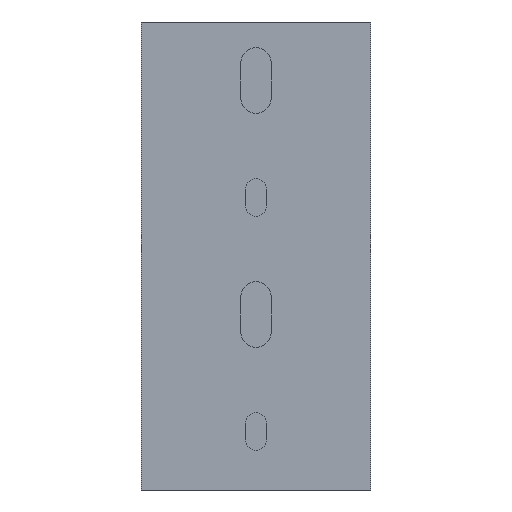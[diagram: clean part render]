
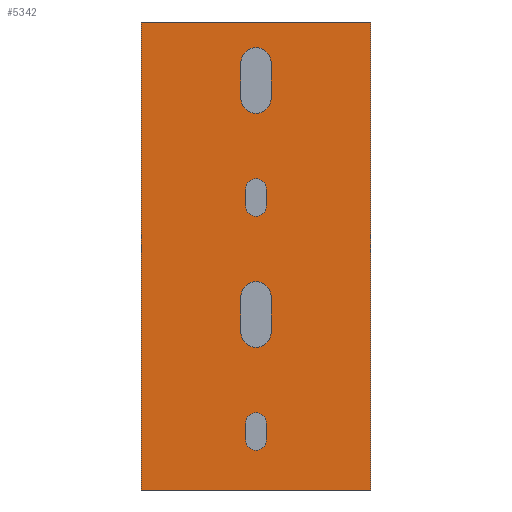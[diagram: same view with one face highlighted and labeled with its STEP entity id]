
A CAD part, front view. The second image highlights one B-rep face of the part: STEP entity #5342.
In plain terms, the highlighted planar face has unit normal (0, -1, 0).
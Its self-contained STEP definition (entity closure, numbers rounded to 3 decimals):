
#418=DIRECTION('',(-1.,0.,0.));
#419=VECTOR('',#418,49.);
#420=CARTESIAN_POINT('',(24.5,0.,100.));
#421=LINE('',#420,#419);
#790=DIRECTION('',(-1.,0.,0.));
#791=VECTOR('',#790,49.);
#792=CARTESIAN_POINT('',(24.5,0.,0.));
#793=LINE('',#792,#791);
#794=DIRECTION('',(0.,0.,1.));
#795=VECTOR('',#794,100.);
#796=CARTESIAN_POINT('',(-24.5,0.,0.));
#797=LINE('',#796,#795);
#798=CARTESIAN_POINT('',(0.,0.,91.25));
#799=DIRECTION('',(0.,1.,0.));
#800=DIRECTION('',(-1.,0.,0.));
#801=AXIS2_PLACEMENT_3D('',#798,#799,#800);
#803=DIRECTION('',(0.,0.,1.));
#804=VECTOR('',#803,7.5);
#805=CARTESIAN_POINT('',(-3.25,0.,83.75));
#806=LINE('',#805,#804);
#807=CARTESIAN_POINT('',(0.,0.,83.75));
#808=DIRECTION('',(0.,1.,0.));
#809=DIRECTION('',(1.,0.,0.));
#810=AXIS2_PLACEMENT_3D('',#807,#808,#809);
#812=DIRECTION('',(0.,0.,-1.));
#813=VECTOR('',#812,7.5);
#814=CARTESIAN_POINT('',(3.25,0.,91.25));
#815=LINE('',#814,#813);
#816=CARTESIAN_POINT('',(0.,0.,64.25));
#817=DIRECTION('',(0.,1.,0.));
#818=DIRECTION('',(-1.,0.,0.));
#819=AXIS2_PLACEMENT_3D('',#816,#817,#818);
#821=DIRECTION('',(0.,0.,1.));
#822=VECTOR('',#821,3.5);
#823=CARTESIAN_POINT('',(-2.25,0.,60.75));
#824=LINE('',#823,#822);
#825=CARTESIAN_POINT('',(0.,0.,60.75));
#826=DIRECTION('',(0.,1.,0.));
#827=DIRECTION('',(1.,0.,0.));
#828=AXIS2_PLACEMENT_3D('',#825,#826,#827);
#830=DIRECTION('',(0.,0.,-1.));
#831=VECTOR('',#830,3.5);
#832=CARTESIAN_POINT('',(2.25,0.,64.25));
#833=LINE('',#832,#831);
#834=CARTESIAN_POINT('',(0.,0.,41.25));
#835=DIRECTION('',(0.,1.,0.));
#836=DIRECTION('',(-1.,0.,0.));
#837=AXIS2_PLACEMENT_3D('',#834,#835,#836);
#839=DIRECTION('',(0.,0.,1.));
#840=VECTOR('',#839,7.5);
#841=CARTESIAN_POINT('',(-3.25,0.,33.75));
#842=LINE('',#841,#840);
#843=CARTESIAN_POINT('',(0.,0.,33.75));
#844=DIRECTION('',(0.,1.,0.));
#845=DIRECTION('',(1.,0.,0.));
#846=AXIS2_PLACEMENT_3D('',#843,#844,#845);
#848=DIRECTION('',(0.,0.,-1.));
#849=VECTOR('',#848,7.5);
#850=CARTESIAN_POINT('',(3.25,0.,41.25));
#851=LINE('',#850,#849);
#852=CARTESIAN_POINT('',(0.,0.,14.25));
#853=DIRECTION('',(0.,1.,0.));
#854=DIRECTION('',(-1.,0.,0.));
#855=AXIS2_PLACEMENT_3D('',#852,#853,#854);
#857=DIRECTION('',(0.,0.,1.));
#858=VECTOR('',#857,3.5);
#859=CARTESIAN_POINT('',(-2.25,0.,10.75));
#860=LINE('',#859,#858);
#861=CARTESIAN_POINT('',(0.,0.,10.75));
#862=DIRECTION('',(0.,1.,0.));
#863=DIRECTION('',(1.,0.,0.));
#864=AXIS2_PLACEMENT_3D('',#861,#862,#863);
#866=DIRECTION('',(0.,0.,-1.));
#867=VECTOR('',#866,3.5);
#868=CARTESIAN_POINT('',(2.25,0.,14.25));
#869=LINE('',#868,#867);
#878=DIRECTION('',(0.,0.,1.));
#879=VECTOR('',#878,100.);
#880=CARTESIAN_POINT('',(24.5,0.,0.));
#881=LINE('',#880,#879);
#4014=CARTESIAN_POINT('',(-3.25,0.,91.25));
#4015=CARTESIAN_POINT('',(3.25,0.,91.25));
#4016=VERTEX_POINT('',#4014);
#4017=VERTEX_POINT('',#4015);
#4018=CARTESIAN_POINT('',(3.25,0.,83.75));
#4019=VERTEX_POINT('',#4018);
#4020=CARTESIAN_POINT('',(-3.25,0.,83.75));
#4021=VERTEX_POINT('',#4020);
#4022=CARTESIAN_POINT('',(-2.25,0.,64.25));
#4023=CARTESIAN_POINT('',(2.25,0.,64.25));
#4024=VERTEX_POINT('',#4022);
#4025=VERTEX_POINT('',#4023);
#4026=CARTESIAN_POINT('',(2.25,0.,60.75));
#4027=VERTEX_POINT('',#4026);
#4028=CARTESIAN_POINT('',(-2.25,0.,60.75));
#4029=VERTEX_POINT('',#4028);
#4046=CARTESIAN_POINT('',(-3.25,0.,41.25));
#4047=CARTESIAN_POINT('',(3.25,0.,41.25));
#4048=VERTEX_POINT('',#4046);
#4049=VERTEX_POINT('',#4047);
#4050=CARTESIAN_POINT('',(3.25,0.,33.75));
#4051=VERTEX_POINT('',#4050);
#4052=CARTESIAN_POINT('',(-3.25,0.,33.75));
#4053=VERTEX_POINT('',#4052);
#4054=CARTESIAN_POINT('',(-2.25,0.,14.25));
#4055=CARTESIAN_POINT('',(2.25,0.,14.25));
#4056=VERTEX_POINT('',#4054);
#4057=VERTEX_POINT('',#4055);
#4058=CARTESIAN_POINT('',(2.25,0.,10.75));
#4059=VERTEX_POINT('',#4058);
#4060=CARTESIAN_POINT('',(-2.25,0.,10.75));
#4061=VERTEX_POINT('',#4060);
#4078=CARTESIAN_POINT('',(-24.5,0.,0.));
#4079=CARTESIAN_POINT('',(-24.5,0.,100.));
#4080=VERTEX_POINT('',#4078);
#4081=VERTEX_POINT('',#4079);
#4082=CARTESIAN_POINT('',(24.5,0.,0.));
#4083=CARTESIAN_POINT('',(24.5,0.,100.));
#4084=VERTEX_POINT('',#4082);
#4085=VERTEX_POINT('',#4083);
#5290=CARTESIAN_POINT('',(-21.5,0.,0.));
#5291=DIRECTION('',(0.,-1.,0.));
#5292=DIRECTION('',(1.,0.,0.));
#5293=AXIS2_PLACEMENT_3D('',#5290,#5291,#5292);
#5294=PLANE('',#5293);
#5295=ORIENTED_EDGE('',*,*,#4812,.F.);
#5297=ORIENTED_EDGE('',*,*,#5296,.F.);
#5298=ORIENTED_EDGE('',*,*,#4427,.T.);
#5300=ORIENTED_EDGE('',*,*,#5299,.T.);
#5301=EDGE_LOOP('',(#5295,#5297,#5298,#5300));
#5302=FACE_OUTER_BOUND('',#5301,.F.);
#5303=ORIENTED_EDGE('',*,*,#5280,.F.);
#5305=ORIENTED_EDGE('',*,*,#5304,.F.);
#5307=ORIENTED_EDGE('',*,*,#5306,.F.);
#5309=ORIENTED_EDGE('',*,*,#5308,.F.);
#5310=EDGE_LOOP('',(#5303,#5305,#5307,#5309));
#5311=FACE_BOUND('',#5310,.F.);
#5313=ORIENTED_EDGE('',*,*,#5312,.F.);
#5315=ORIENTED_EDGE('',*,*,#5314,.F.);
#5317=ORIENTED_EDGE('',*,*,#5316,.F.);
#5319=ORIENTED_EDGE('',*,*,#5318,.F.);
#5320=EDGE_LOOP('',(#5313,#5315,#5317,#5319));
#5321=FACE_BOUND('',#5320,.F.);
#5323=ORIENTED_EDGE('',*,*,#5322,.F.);
#5325=ORIENTED_EDGE('',*,*,#5324,.F.);
#5327=ORIENTED_EDGE('',*,*,#5326,.F.);
#5329=ORIENTED_EDGE('',*,*,#5328,.F.);
#5330=EDGE_LOOP('',(#5323,#5325,#5327,#5329));
#5331=FACE_BOUND('',#5330,.F.);
#5333=ORIENTED_EDGE('',*,*,#5332,.F.);
#5335=ORIENTED_EDGE('',*,*,#5334,.F.);
#5337=ORIENTED_EDGE('',*,*,#5336,.F.);
#5339=ORIENTED_EDGE('',*,*,#5338,.F.);
#5340=EDGE_LOOP('',(#5333,#5335,#5337,#5339));
#5341=FACE_BOUND('',#5340,.F.);
#802=CIRCLE('',#801,3.25);
#811=CIRCLE('',#810,3.25);
#820=CIRCLE('',#819,2.25);
#829=CIRCLE('',#828,2.25);
#838=CIRCLE('',#837,3.25);
#847=CIRCLE('',#846,3.25);
#856=CIRCLE('',#855,2.25);
#865=CIRCLE('',#864,2.25);
#4427=EDGE_CURVE('',#4084,#4080,#793,.T.);
#4812=EDGE_CURVE('',#4085,#4081,#421,.T.);
#5280=EDGE_CURVE('',#4016,#4017,#802,.T.);
#5296=EDGE_CURVE('',#4084,#4085,#881,.T.);
#5299=EDGE_CURVE('',#4080,#4081,#797,.T.);
#5304=EDGE_CURVE('',#4021,#4016,#806,.T.);
#5306=EDGE_CURVE('',#4019,#4021,#811,.T.);
#5308=EDGE_CURVE('',#4017,#4019,#815,.T.);
#5312=EDGE_CURVE('',#4024,#4025,#820,.T.);
#5314=EDGE_CURVE('',#4029,#4024,#824,.T.);
#5316=EDGE_CURVE('',#4027,#4029,#829,.T.);
#5318=EDGE_CURVE('',#4025,#4027,#833,.T.);
#5322=EDGE_CURVE('',#4048,#4049,#838,.T.);
#5324=EDGE_CURVE('',#4053,#4048,#842,.T.);
#5326=EDGE_CURVE('',#4051,#4053,#847,.T.);
#5328=EDGE_CURVE('',#4049,#4051,#851,.T.);
#5332=EDGE_CURVE('',#4056,#4057,#856,.T.);
#5334=EDGE_CURVE('',#4061,#4056,#860,.T.);
#5336=EDGE_CURVE('',#4059,#4061,#865,.T.);
#5338=EDGE_CURVE('',#4057,#4059,#869,.T.);
#5342=ADVANCED_FACE('',(#5302,#5311,#5321,#5331,#5341),#5294,.T.);
